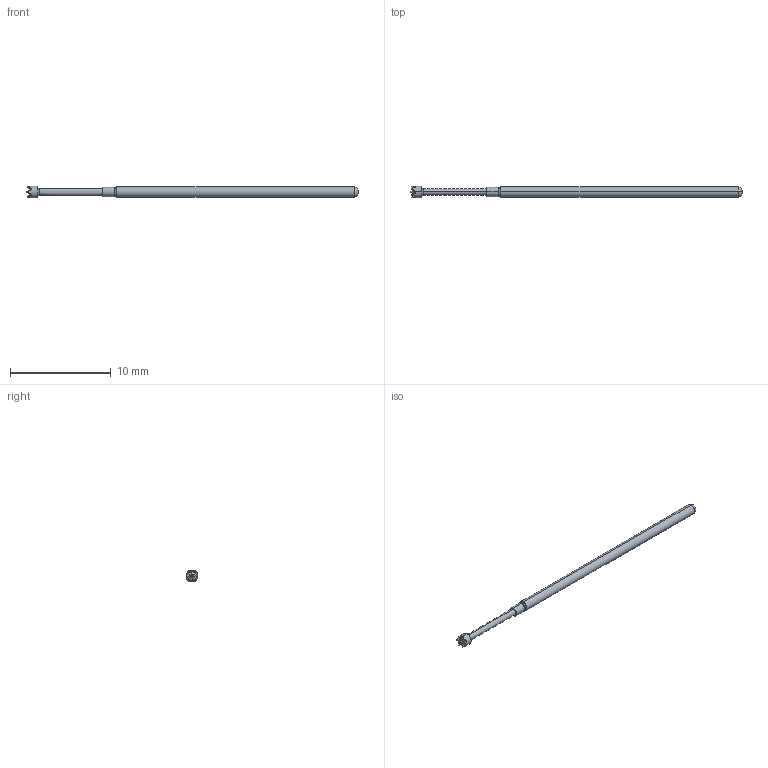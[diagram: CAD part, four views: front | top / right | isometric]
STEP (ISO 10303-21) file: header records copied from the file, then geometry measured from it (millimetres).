
FILE_DESCRIPTION (( 'STEP AP214' ), '1' );
FILE_NAME ('075-PR_2507_.STEP', '2018-03-06T16:28:22', ( '' ), ( '' ), 'SwSTEP 2.0', 'SolidWorks 2017', '' );
FILE_SCHEMA (( 'AUTOMOTIVE_DESIGN' ));
Length unit declared in the file: inch
Products named in the file (1): 075-PR_2507_
Bounding box: 33.02 x 1.17 x 1.17 mm (x, y, z)
Volume: 23.6 mm3; surface area: 99.9 mm2
Topology: 1 solids, 1 shells, 113 faces, 308 edges, 198 vertices
Faces by surface type: bspline 90, cone 8, cylinder 6, torus 6, plane 3
Entity records: 44623 total; most frequent: CARTESIAN_POINT 41042, ORIENTED_EDGE 616, EDGE_CURVE 308, B_SPLINE_CURVE_WITH_KNOTS 266, VERTEX_POINT 198, DIRECTION 118, UNCERTAINTY_MEASURE_WITH_UNIT 116, LENGTH_MEASURE_WITH_UNIT 116
